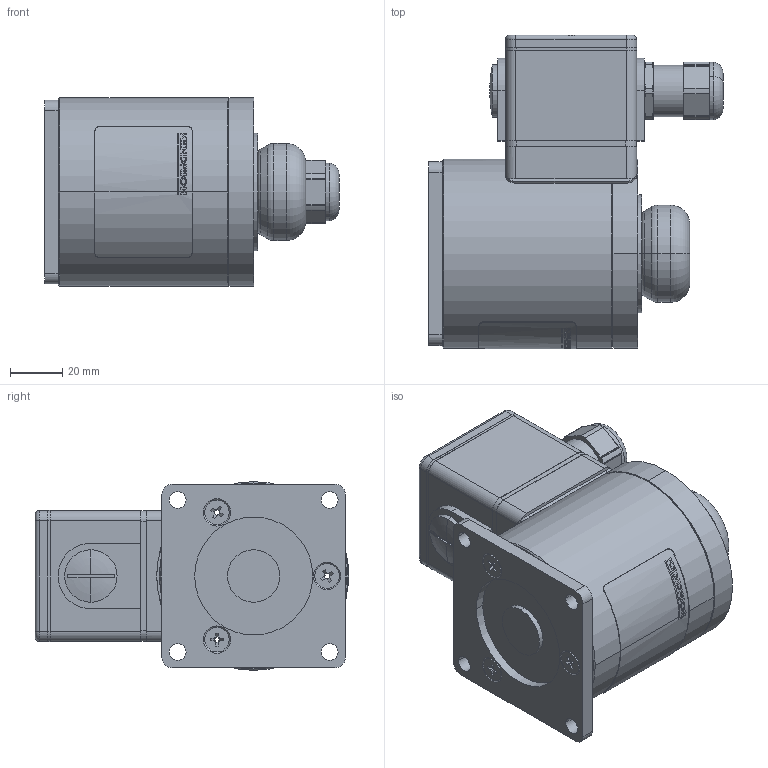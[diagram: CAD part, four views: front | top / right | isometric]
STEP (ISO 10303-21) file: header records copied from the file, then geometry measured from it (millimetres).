
FILE_DESCRIPTION (( 'STEP AP214' ), '1' );
FILE_NAME ('Einfachhub-Steuermagnet -41070031-external.STEP', '2021-09-29T09:51:26', ( '' ), ( '' ), 'SwSTEP 2.0', 'SolidWorks 2018', '' );
FILE_SCHEMA (( 'AUTOMOTIVE_DESIGN' ));
Length unit declared in the file: millimetre
Products named in the file (1): Einfachhub-Steuermagnet -41070031-external
Bounding box: 112.2 x 119.54 x 72 mm (x, y, z)
Surface area: 59957.1 mm2 (no closed solid volume)
Topology: 0 solids, 33 shells, 405 faces, 1371 edges, 994 vertices
Faces by surface type: plane 209, cylinder 104, cone 47, torus 30, bspline 9, sphere 6
Entity records: 21784 total; most frequent: CARTESIAN_POINT 5473, DIRECTION 2511, ORIENTED_EDGE 2228, EDGE_CURVE 1371, VERTEX_POINT 994, AXIS2_PLACEMENT_3D 933, LINE 645, VECTOR 645
